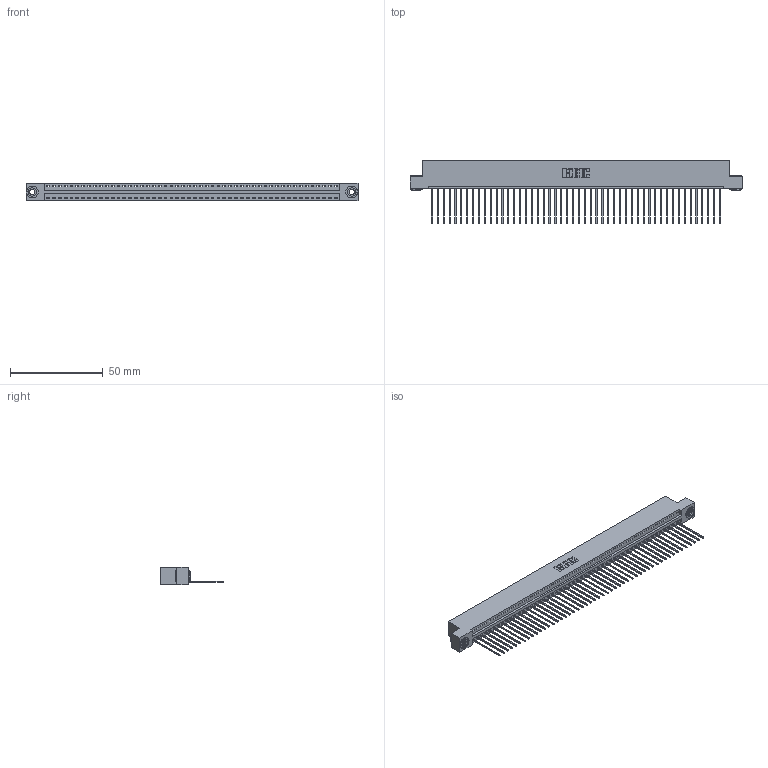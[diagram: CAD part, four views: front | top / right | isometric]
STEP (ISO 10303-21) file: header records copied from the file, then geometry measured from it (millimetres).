
FILE_DESCRIPTION (( 'STEP AP203' ), '1' );
FILE_NAME ('346-050-541-103.STEP', '2022-05-10T03:47:37', ( '' ), ( '' ), 'SwSTEP 2.0', 'SolidWorks 2020', '' );
FILE_SCHEMA (( 'CONFIG_CONTROL_DESIGN' ));
Length unit declared in the file: inch
Products named in the file (4): 346-050-541-103; 345-250-002_345-250-002-102; 345-292-001_345-293-141; 346 Part_Flush Mounting Lugs - 0.156 Dia-TH
Assembly tree (53 placements, depth 2):
  346-050-541-103
    346 Part_Flush Mounting Lugs - 0.156 Dia-TH
    345-292-001_345-293-141  x50
    345-250-002_345-250-002-102  x2
Bounding box: 179.32 x 34.29 x 9.4 mm (x, y, z)
Volume: 17386.7 mm3; surface area: 23054.5 mm2
Topology: 53 solids, 53 shells, 3074 faces, 9241 edges, 6090 vertices
Faces by surface type: plane 2100, cylinder 966, cone 8
Entity records: 31038 total; most frequent: CARTESIAN_POINT 5299, ORIENTED_EDGE 5274, DIRECTION 4695, EDGE_CURVE 2637, VECTOR 2281, LINE 2281, VERTEX_POINT 1754, AXIS2_PLACEMENT_3D 1207
